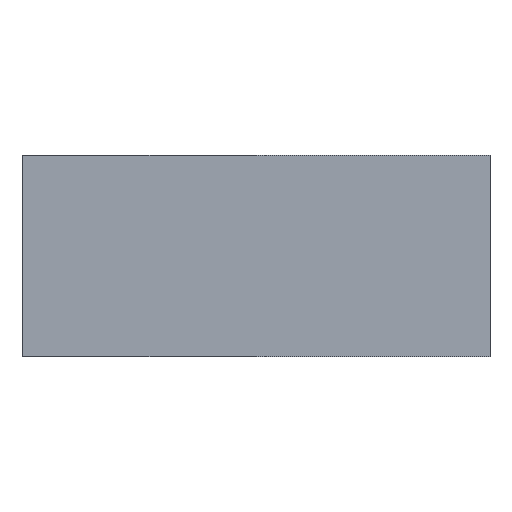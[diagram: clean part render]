
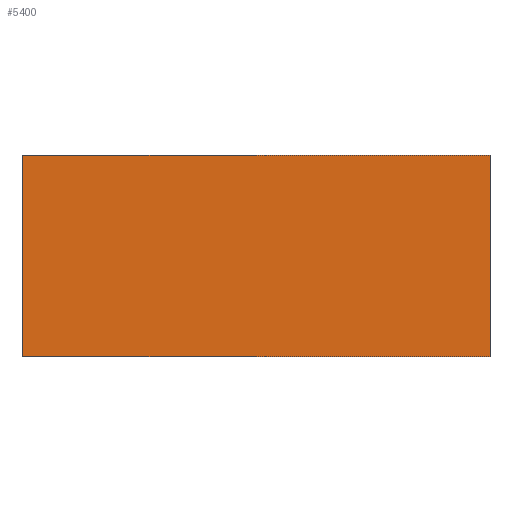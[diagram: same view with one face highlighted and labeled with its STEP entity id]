
A CAD part, front view. The second image highlights one B-rep face of the part: STEP entity #5400.
In plain terms, the highlighted planar face has unit normal (0, -1, 0).
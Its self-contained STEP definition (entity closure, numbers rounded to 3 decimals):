
#2176 = DIRECTION ( 'NONE',  ( 0., 0., 1. ) ) ;
#2178 = DIRECTION ( 'NONE',  ( 0., 1., 0. ) ) ;
#2180 = CARTESIAN_POINT ( 'NONE',  ( -29., -15., 12.5 ) ) ;
#2182 = AXIS2_PLACEMENT_3D ( 'NONE', #2180, #2178, #2176 ) ;
#2184 = PLANE ( 'NONE',  #2182 ) ;
#2185 = FACE_OUTER_BOUND ( 'NONE', #4996, .T. ) ;
#2272 = CARTESIAN_POINT ( 'NONE',  ( -29., -15., -12.5 ) ) ;
#2290 = DIRECTION ( 'NONE',  ( 1., 0., 0. ) ) ;
#2292 = VECTOR ( 'NONE', #2290, 1000. ) ;
#2294 = CARTESIAN_POINT ( 'NONE',  ( -29., -15., -12.5 ) ) ;
#2297 = LINE ( 'NONE', #2294, #2292 ) ;
#2340 = CARTESIAN_POINT ( 'NONE',  ( -29., -15., 12.5 ) ) ;
#2341 = DIRECTION ( 'NONE',  ( 1., 0., 0. ) ) ;
#2342 = VECTOR ( 'NONE', #2341, 1000. ) ;
#2343 = CARTESIAN_POINT ( 'NONE',  ( -29., -15., 12.5 ) ) ;
#2344 = LINE ( 'NONE', #2343, #2342 ) ;
#2363 = CARTESIAN_POINT ( 'NONE',  ( 29., -15., 12.5 ) ) ;
#2375 = DIRECTION ( 'NONE',  ( 0., 0., -1. ) ) ;
#2377 = VECTOR ( 'NONE', #2375, 1000. ) ;
#2379 = CARTESIAN_POINT ( 'NONE',  ( 29., -15., 12.5 ) ) ;
#2380 = LINE ( 'NONE', #2379, #2377 ) ;
#2382 = DIRECTION ( 'NONE',  ( 0., 0., -1. ) ) ;
#2383 = VECTOR ( 'NONE', #2382, 1000. ) ;
#2386 = CARTESIAN_POINT ( 'NONE',  ( -29., -15., 12.5 ) ) ;
#2387 = LINE ( 'NONE', #2386, #2383 ) ;
#2398 = CARTESIAN_POINT ( 'NONE',  ( 29., -15., -12.5 ) ) ;
#4996 = EDGE_LOOP ( 'NONE', ( #5429, #5445, #5460, #5447 ) ) ;
#5400 = ADVANCED_FACE ( 'NONE', ( #2185 ), #2184, .F. ) ;
#5414 = VERTEX_POINT ( 'NONE', #2272 ) ;
#5429 = ORIENTED_EDGE ( 'NONE', *, *, #5435, .T. ) ;
#5435 = EDGE_CURVE ( 'NONE', #5414, #5436, #2297, .T. ) ;
#5436 = VERTEX_POINT ( 'NONE', #2398 ) ;
#5441 = EDGE_CURVE ( 'NONE', #5454, #5414, #2387, .T. ) ;
#5442 = EDGE_CURVE ( 'NONE', #5449, #5436, #2380, .T. ) ;
#5445 = ORIENTED_EDGE ( 'NONE', *, *, #5442, .F. ) ;
#5447 = ORIENTED_EDGE ( 'NONE', *, *, #5441, .T. ) ;
#5449 = VERTEX_POINT ( 'NONE', #2363 ) ;
#5452 = EDGE_CURVE ( 'NONE', #5454, #5449, #2344, .T. ) ;
#5454 = VERTEX_POINT ( 'NONE', #2340 ) ;
#5460 = ORIENTED_EDGE ( 'NONE', *, *, #5452, .F. ) ;
